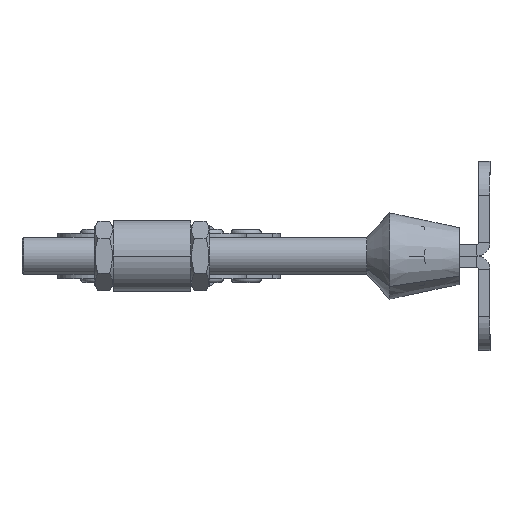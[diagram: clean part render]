
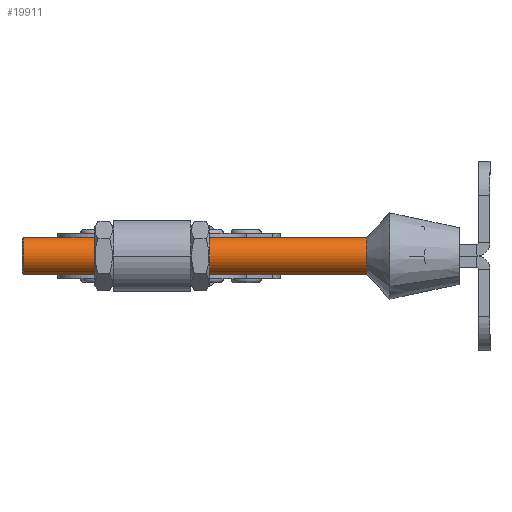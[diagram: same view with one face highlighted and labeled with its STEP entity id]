
A CAD part, left-side view. The second image highlights one B-rep face of the part: STEP entity #19911.
In plain terms, the highlighted cylindrical face has radius 5 mm (diameter 10 mm), a partial arc.
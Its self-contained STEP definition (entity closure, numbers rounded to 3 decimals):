
#1865 = VERTEX_POINT ( 'NONE', #4926 ) ;
#1868 = VERTEX_POINT ( 'NONE', #4923 ) ;
#1869 = VERTEX_POINT ( 'NONE', #4922 ) ;
#1877 = VERTEX_POINT ( 'NONE', #5016 ) ;
#4432 = AXIS2_PLACEMENT_3D ( 'NONE', #24139, #24140, #24141 ) ;
#4433 = AXIS2_PLACEMENT_3D ( 'NONE', #24134, #24135, #24136 ) ;
#4922 = CARTESIAN_POINT ( 'NONE',  ( 106.08, 0., -5. ) ) ;
#4923 = CARTESIAN_POINT ( 'NONE',  ( 6.58, 0., -5. ) ) ;
#4926 = CARTESIAN_POINT ( 'NONE',  ( 106.08, 0., 5. ) ) ;
#5016 = CARTESIAN_POINT ( 'NONE',  ( 6.58, 0., 5. ) ) ;
#16691 = EDGE_CURVE ( 'NONE', #1865, #1869, #20969, .T. ) ;
#16693 = EDGE_CURVE ( 'NONE', #1869, #1868, #20972, .T. ) ;
#16694 = EDGE_CURVE ( 'NONE', #1868, #1877, #20975, .T. ) ;
#16695 = EDGE_CURVE ( 'NONE', #1865, #1877, #20977, .T. ) ;
#17875 = ORIENTED_EDGE ( 'NONE', *, *, #16695, .F. ) ;
#17876 = ORIENTED_EDGE ( 'NONE', *, *, #16694, .T. ) ;
#17877 = ORIENTED_EDGE ( 'NONE', *, *, #16693, .T. ) ;
#17878 = ORIENTED_EDGE ( 'NONE', *, *, #16691, .T. ) ;
#18172 = AXIS2_PLACEMENT_3D ( 'NONE', #24751, #24749, #24744 ) ;
#19911 = ADVANCED_FACE ( 'NONE', ( #21220 ), #21215, .T. ) ;
#20969 = CIRCLE ( 'NONE', #4433, 5. ) ;
#20972 = LINE ( 'NONE', #24132, #20976 ) ;
#20975 = CIRCLE ( 'NONE', #4432, 5. ) ;
#20976 = VECTOR ( 'NONE', #24138, 1000. ) ;
#20977 = LINE ( 'NONE', #24137, #20979 ) ;
#20979 = VECTOR ( 'NONE', #24127, 1000. ) ;
#21215 = CYLINDRICAL_SURFACE ( 'NONE', #18172, 5. ) ;
#21220 = FACE_OUTER_BOUND ( 'NONE', #25741, .T. ) ;
#24127 = DIRECTION ( 'NONE',  ( -1., 0., 0. ) ) ;
#24132 = CARTESIAN_POINT ( 'NONE',  ( 106.58, 0., -5. ) ) ;
#24134 = CARTESIAN_POINT ( 'NONE',  ( 106.08, 0., 0. ) ) ;
#24135 = DIRECTION ( 'NONE',  ( -1., 0., 0. ) ) ;
#24136 = DIRECTION ( 'NONE',  ( 0., 0., -1. ) ) ;
#24137 = CARTESIAN_POINT ( 'NONE',  ( 106.58, 0., 5. ) ) ;
#24138 = DIRECTION ( 'NONE',  ( -1., 0., 0. ) ) ;
#24139 = CARTESIAN_POINT ( 'NONE',  ( 6.58, 0., 0. ) ) ;
#24140 = DIRECTION ( 'NONE',  ( 1., 0., 0. ) ) ;
#24141 = DIRECTION ( 'NONE',  ( 0., 0., -1. ) ) ;
#24744 = DIRECTION ( 'NONE',  ( 0., 0., 1. ) ) ;
#24749 = DIRECTION ( 'NONE',  ( -1., 0., 0. ) ) ;
#24751 = CARTESIAN_POINT ( 'NONE',  ( 106.58, 0., 0. ) ) ;
#25741 = EDGE_LOOP ( 'NONE', ( #17878, #17877, #17876, #17875 ) ) ;
